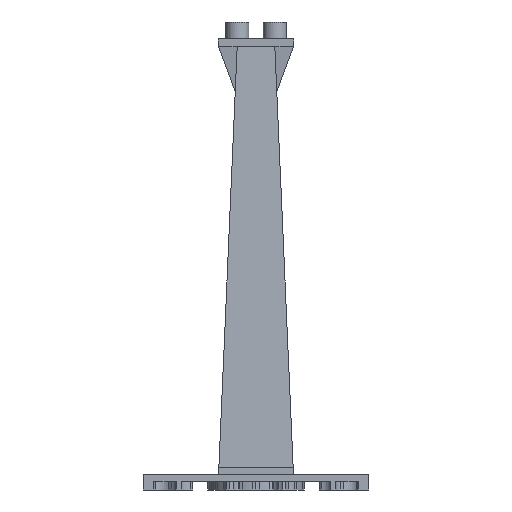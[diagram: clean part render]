
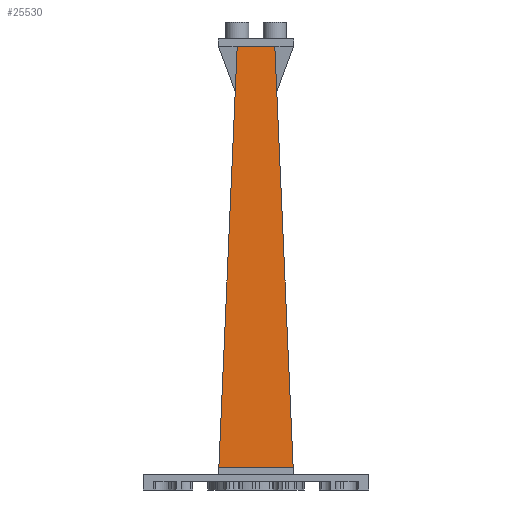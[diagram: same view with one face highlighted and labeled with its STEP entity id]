
A CAD part, left-side view. The second image highlights one B-rep face of the part: STEP entity #25530.
In plain terms, the highlighted planar face has unit normal (-0.998, 0, 0.061).
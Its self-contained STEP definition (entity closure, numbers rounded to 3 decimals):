
#20205 = PLANE('',#20206);
#20206 = AXIS2_PLACEMENT_3D('',#20207,#20208,#20209);
#20207 = CARTESIAN_POINT('',(-11.968,-8.,4.8));
#20208 = DIRECTION('',(0.,0.,1.));
#20209 = DIRECTION('',(1.,0.,0.));
#21674 = VERTEX_POINT('',#21675);
#21675 = CARTESIAN_POINT('',(-11.87,-7.908,4.8));
#21687 = B_SPLINE_SURFACE_WITH_KNOTS('',1,1,(
    (#21688,#21689)
    ,(#21690,#21691
    )),.UNSPECIFIED.,.F.,.F.,.F.,(2,2),(2,2),(0.,23.935),(0.,1.
    ),.PIECEWISE_BEZIER_KNOTS.);
#21688 = CARTESIAN_POINT('',(-11.968,-7.978,3.2));
#21689 = CARTESIAN_POINT('',(-6.4,-4.,94.4));
#21690 = CARTESIAN_POINT('',(11.968,-7.978,3.2));
#21691 = CARTESIAN_POINT('',(6.4,-4.,94.4));
#21698 = EDGE_CURVE('',#21674,#21699,#21701,.T.);
#21699 = VERTEX_POINT('',#21700);
#21700 = CARTESIAN_POINT('',(-11.87,7.908,4.8));
#21701 = SURFACE_CURVE('',#21702,(#21706,#21712),.PCURVE_S1.);
#21702 = LINE('',#21703,#21704);
#21703 = CARTESIAN_POINT('',(-11.87,-4.,4.8));
#21704 = VECTOR('',#21705,1.);
#21705 = DIRECTION('',(0.,1.,0.));
#21706 = PCURVE('',#20205,#21707);
#21707 = DEFINITIONAL_REPRESENTATION('',(#21708),#21711);
#21708 = B_SPLINE_CURVE_WITH_KNOTS('',1,(#21709,#21710),.UNSPECIFIED.,
  .F.,.F.,(2,2),(-3.978,11.978),
  .PIECEWISE_BEZIER_KNOTS.);
#21709 = CARTESIAN_POINT('',(0.098,0.022));
#21710 = CARTESIAN_POINT('',(0.098,15.978));
#21711 = ( GEOMETRIC_REPRESENTATION_CONTEXT(2) 
PARAMETRIC_REPRESENTATION_CONTEXT() REPRESENTATION_CONTEXT('2D SPACE',''
  ) );
#21712 = PCURVE('',#21713,#21718);
#21713 = PLANE('',#21714);
#21714 = AXIS2_PLACEMENT_3D('',#21715,#21716,#21717);
#21715 = CARTESIAN_POINT('',(-9.184,0.,48.8));
#21716 = DIRECTION('',(-0.998,0.,
    0.061));
#21717 = DIRECTION('',(0.,-1.,0.));
#21718 = DEFINITIONAL_REPRESENTATION('',(#21719),#21722);
#21719 = B_SPLINE_CURVE_WITH_KNOTS('',1,(#21720,#21721),.UNSPECIFIED.,
  .F.,.F.,(2,2),(-3.978,11.978),
  .PIECEWISE_BEZIER_KNOTS.);
#21720 = CARTESIAN_POINT('',(7.978,-44.082));
#21721 = CARTESIAN_POINT('',(-7.978,-44.082));
#21722 = ( GEOMETRIC_REPRESENTATION_CONTEXT(2) 
PARAMETRIC_REPRESENTATION_CONTEXT() REPRESENTATION_CONTEXT('2D SPACE',''
  ) );
#21738 = B_SPLINE_SURFACE_WITH_KNOTS('',1,1,(
    (#21739,#21740)
    ,(#21741,#21742
    )),.UNSPECIFIED.,.F.,.F.,.F.,(2,2),(2,2),(0.,23.935),(0.,1.
    ),.PIECEWISE_BEZIER_KNOTS.);
#21739 = CARTESIAN_POINT('',(11.968,7.978,3.2));
#21740 = CARTESIAN_POINT('',(6.4,4.,94.4));
#21741 = CARTESIAN_POINT('',(-11.968,7.978,3.2));
#21742 = CARTESIAN_POINT('',(-6.4,4.,94.4));
#25490 = EDGE_CURVE('',#21699,#25491,#25493,.T.);
#25491 = VERTEX_POINT('',#25492);
#25492 = CARTESIAN_POINT('',(-6.986,4.419,84.8));
#25493 = SURFACE_CURVE('',#25494,(#25497,#25504),.PCURVE_S1.);
#25494 = B_SPLINE_CURVE_WITH_KNOTS('',1,(#25495,#25496),.UNSPECIFIED.,
  .F.,.F.,(2,2),(0.,1.),.PIECEWISE_BEZIER_KNOTS.);
#25495 = CARTESIAN_POINT('',(-11.968,7.978,3.2));
#25496 = CARTESIAN_POINT('',(-6.4,4.,94.4));
#25497 = PCURVE('',#21738,#25498);
#25498 = DEFINITIONAL_REPRESENTATION('',(#25499),#25503);
#25499 = LINE('',#25500,#25501);
#25500 = CARTESIAN_POINT('',(23.935,0.));
#25501 = VECTOR('',#25502,1.);
#25502 = DIRECTION('',(0.,1.));
#25503 = ( GEOMETRIC_REPRESENTATION_CONTEXT(2) 
PARAMETRIC_REPRESENTATION_CONTEXT() REPRESENTATION_CONTEXT('2D SPACE',''
  ) );
#25504 = PCURVE('',#21713,#25505);
#25505 = DEFINITIONAL_REPRESENTATION('',(#25506),#25509);
#25506 = B_SPLINE_CURVE_WITH_KNOTS('',1,(#25507,#25508),.UNSPECIFIED.,
  .F.,.F.,(2,2),(0.,1.),.PIECEWISE_BEZIER_KNOTS.);
#25507 = CARTESIAN_POINT('',(-7.978,-45.685));
#25508 = CARTESIAN_POINT('',(-4.,45.685));
#25509 = ( GEOMETRIC_REPRESENTATION_CONTEXT(2) 
PARAMETRIC_REPRESENTATION_CONTEXT() REPRESENTATION_CONTEXT('2D SPACE',''
  ) );
#25530 = ADVANCED_FACE('',(#25531),#21713,.T.);
#25531 = FACE_BOUND('',#25532,.T.);
#25532 = EDGE_LOOP('',(#25533,#25534,#25535,#25556,#25581,#25609));
#25533 = ORIENTED_EDGE('',*,*,#25490,.F.);
#25534 = ORIENTED_EDGE('',*,*,#21698,.F.);
#25535 = ORIENTED_EDGE('',*,*,#25536,.T.);
#25536 = EDGE_CURVE('',#21674,#25537,#25539,.T.);
#25537 = VERTEX_POINT('',#25538);
#25538 = CARTESIAN_POINT('',(-6.986,-4.419,84.8));
#25539 = SURFACE_CURVE('',#25540,(#25543,#25549),.PCURVE_S1.);
#25540 = B_SPLINE_CURVE_WITH_KNOTS('',1,(#25541,#25542),.UNSPECIFIED.,
  .F.,.F.,(2,2),(0.,1.),.PIECEWISE_BEZIER_KNOTS.);
#25541 = CARTESIAN_POINT('',(-11.968,-7.978,3.2));
#25542 = CARTESIAN_POINT('',(-6.4,-4.,94.4));
#25543 = PCURVE('',#21713,#25544);
#25544 = DEFINITIONAL_REPRESENTATION('',(#25545),#25548);
#25545 = B_SPLINE_CURVE_WITH_KNOTS('',1,(#25546,#25547),.UNSPECIFIED.,
  .F.,.F.,(2,2),(0.,1.),.PIECEWISE_BEZIER_KNOTS.);
#25546 = CARTESIAN_POINT('',(7.978,-45.685));
#25547 = CARTESIAN_POINT('',(4.,45.685));
#25548 = ( GEOMETRIC_REPRESENTATION_CONTEXT(2) 
PARAMETRIC_REPRESENTATION_CONTEXT() REPRESENTATION_CONTEXT('2D SPACE',''
  ) );
#25549 = PCURVE('',#21687,#25550);
#25550 = DEFINITIONAL_REPRESENTATION('',(#25551),#25555);
#25551 = LINE('',#25552,#25553);
#25552 = CARTESIAN_POINT('',(0.,0.));
#25553 = VECTOR('',#25554,1.);
#25554 = DIRECTION('',(0.,1.));
#25555 = ( GEOMETRIC_REPRESENTATION_CONTEXT(2) 
PARAMETRIC_REPRESENTATION_CONTEXT() REPRESENTATION_CONTEXT('2D SPACE',''
  ) );
#25556 = ORIENTED_EDGE('',*,*,#25557,.T.);
#25557 = EDGE_CURVE('',#25537,#25558,#25560,.T.);
#25558 = VERTEX_POINT('',#25559);
#25559 = CARTESIAN_POINT('',(-6.4,-4.,94.4));
#25560 = SURFACE_CURVE('',#25561,(#25564,#25570),.PCURVE_S1.);
#25561 = B_SPLINE_CURVE_WITH_KNOTS('',1,(#25562,#25563),.UNSPECIFIED.,
  .F.,.F.,(2,2),(0.,1.),.PIECEWISE_BEZIER_KNOTS.);
#25562 = CARTESIAN_POINT('',(-11.968,-7.978,3.2));
#25563 = CARTESIAN_POINT('',(-6.4,-4.,94.4));
#25564 = PCURVE('',#21713,#25565);
#25565 = DEFINITIONAL_REPRESENTATION('',(#25566),#25569);
#25566 = B_SPLINE_CURVE_WITH_KNOTS('',1,(#25567,#25568),.UNSPECIFIED.,
  .F.,.F.,(2,2),(0.,1.),.PIECEWISE_BEZIER_KNOTS.);
#25567 = CARTESIAN_POINT('',(7.978,-45.685));
#25568 = CARTESIAN_POINT('',(4.,45.685));
#25569 = ( GEOMETRIC_REPRESENTATION_CONTEXT(2) 
PARAMETRIC_REPRESENTATION_CONTEXT() REPRESENTATION_CONTEXT('2D SPACE',''
  ) );
#25570 = PCURVE('',#25571,#25576);
#25571 = PLANE('',#25572);
#25572 = AXIS2_PLACEMENT_3D('',#25573,#25574,#25575);
#25573 = CARTESIAN_POINT('',(-8.,-4.,94.4));
#25574 = DIRECTION('',(0.,-0.999,0.044));
#25575 = DIRECTION('',(1.,0.,0.));
#25576 = DEFINITIONAL_REPRESENTATION('',(#25577),#25580);
#25577 = B_SPLINE_CURVE_WITH_KNOTS('',1,(#25578,#25579),.UNSPECIFIED.,
  .F.,.F.,(2,2),(0.,1.),.PIECEWISE_BEZIER_KNOTS.);
#25578 = CARTESIAN_POINT('',(-3.968,-91.287));
#25579 = CARTESIAN_POINT('',(1.6,0.));
#25580 = ( GEOMETRIC_REPRESENTATION_CONTEXT(2) 
PARAMETRIC_REPRESENTATION_CONTEXT() REPRESENTATION_CONTEXT('2D SPACE',''
  ) );
#25581 = ORIENTED_EDGE('',*,*,#25582,.F.);
#25582 = EDGE_CURVE('',#25583,#25558,#25585,.T.);
#25583 = VERTEX_POINT('',#25584);
#25584 = CARTESIAN_POINT('',(-6.4,4.,94.4));
#25585 = SURFACE_CURVE('',#25586,(#25590,#25597),.PCURVE_S1.);
#25586 = LINE('',#25587,#25588);
#25587 = CARTESIAN_POINT('',(-6.4,4.,94.4));
#25588 = VECTOR('',#25589,1.);
#25589 = DIRECTION('',(0.,-1.,0.));
#25590 = PCURVE('',#21713,#25591);
#25591 = DEFINITIONAL_REPRESENTATION('',(#25592),#25596);
#25592 = LINE('',#25593,#25594);
#25593 = CARTESIAN_POINT('',(-4.,45.685));
#25594 = VECTOR('',#25595,1.);
#25595 = DIRECTION('',(1.,0.));
#25596 = ( GEOMETRIC_REPRESENTATION_CONTEXT(2) 
PARAMETRIC_REPRESENTATION_CONTEXT() REPRESENTATION_CONTEXT('2D SPACE',''
  ) );
#25597 = PCURVE('',#25598,#25603);
#25598 = PLANE('',#25599);
#25599 = AXIS2_PLACEMENT_3D('',#25600,#25601,#25602);
#25600 = CARTESIAN_POINT('',(-8.,-8.,94.4));
#25601 = DIRECTION('',(0.,0.,1.));
#25602 = DIRECTION('',(1.,0.,0.));
#25603 = DEFINITIONAL_REPRESENTATION('',(#25604),#25608);
#25604 = LINE('',#25605,#25606);
#25605 = CARTESIAN_POINT('',(1.6,12.));
#25606 = VECTOR('',#25607,1.);
#25607 = DIRECTION('',(0.,-1.));
#25608 = ( GEOMETRIC_REPRESENTATION_CONTEXT(2) 
PARAMETRIC_REPRESENTATION_CONTEXT() REPRESENTATION_CONTEXT('2D SPACE',''
  ) );
#25609 = ORIENTED_EDGE('',*,*,#25610,.F.);
#25610 = EDGE_CURVE('',#25491,#25583,#25611,.T.);
#25611 = SURFACE_CURVE('',#25612,(#25615,#25621),.PCURVE_S1.);
#25612 = B_SPLINE_CURVE_WITH_KNOTS('',1,(#25613,#25614),.UNSPECIFIED.,
  .F.,.F.,(2,2),(0.,1.),.PIECEWISE_BEZIER_KNOTS.);
#25613 = CARTESIAN_POINT('',(-11.968,7.978,3.2));
#25614 = CARTESIAN_POINT('',(-6.4,4.,94.4));
#25615 = PCURVE('',#21713,#25616);
#25616 = DEFINITIONAL_REPRESENTATION('',(#25617),#25620);
#25617 = B_SPLINE_CURVE_WITH_KNOTS('',1,(#25618,#25619),.UNSPECIFIED.,
  .F.,.F.,(2,2),(0.,1.),.PIECEWISE_BEZIER_KNOTS.);
#25618 = CARTESIAN_POINT('',(-7.978,-45.685));
#25619 = CARTESIAN_POINT('',(-4.,45.685));
#25620 = ( GEOMETRIC_REPRESENTATION_CONTEXT(2) 
PARAMETRIC_REPRESENTATION_CONTEXT() REPRESENTATION_CONTEXT('2D SPACE',''
  ) );
#25621 = PCURVE('',#25622,#25627);
#25622 = PLANE('',#25623);
#25623 = AXIS2_PLACEMENT_3D('',#25624,#25625,#25626);
#25624 = CARTESIAN_POINT('',(8.,4.,94.4));
#25625 = DIRECTION('',(0.,0.999,0.044));
#25626 = DIRECTION('',(-1.,0.,0.));
#25627 = DEFINITIONAL_REPRESENTATION('',(#25628),#25631);
#25628 = B_SPLINE_CURVE_WITH_KNOTS('',1,(#25629,#25630),.UNSPECIFIED.,
  .F.,.F.,(2,2),(0.,1.),.PIECEWISE_BEZIER_KNOTS.);
#25629 = CARTESIAN_POINT('',(19.968,-91.287));
#25630 = CARTESIAN_POINT('',(14.4,0.));
#25631 = ( GEOMETRIC_REPRESENTATION_CONTEXT(2) 
PARAMETRIC_REPRESENTATION_CONTEXT() REPRESENTATION_CONTEXT('2D SPACE',''
  ) );
